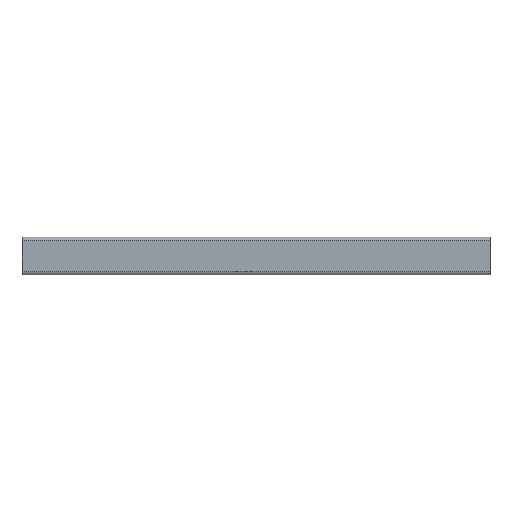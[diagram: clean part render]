
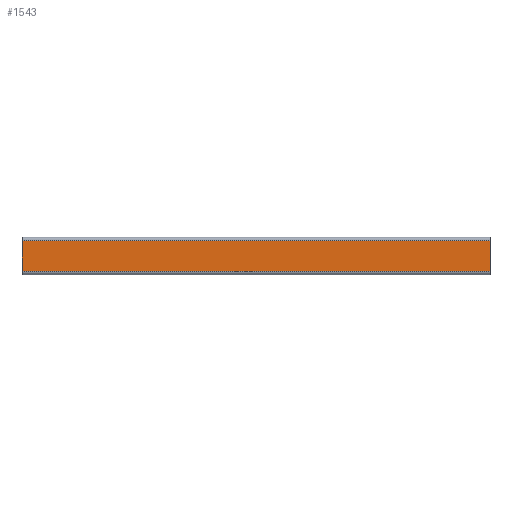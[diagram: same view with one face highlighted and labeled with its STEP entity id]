
A CAD part, top view. The second image highlights one B-rep face of the part: STEP entity #1543.
In plain terms, the highlighted planar face has unit normal (0, 0, 1).
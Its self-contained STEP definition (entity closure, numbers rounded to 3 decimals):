
#43 = CARTESIAN_POINT ( 'NONE',  ( 0., 16.5, -580. ) ) ;
#55 = DIRECTION ( 'NONE',  ( -1., 0., 0. ) ) ;
#132 = AXIS2_PLACEMENT_3D ( 'NONE', #656, #3214, #55 ) ;
#313 = VERTEX_POINT ( 'NONE', #2726 ) ;
#404 = VERTEX_POINT ( 'NONE', #2807 ) ;
#416 = CARTESIAN_POINT ( 'NONE',  ( 500., -16.5, -580. ) ) ;
#536 = ORIENTED_EDGE ( 'NONE', *, *, #2563, .F. ) ;
#571 = VECTOR ( 'NONE', #912, 1000. ) ;
#603 = CARTESIAN_POINT ( 'NONE',  ( 500., 16.5, -580. ) ) ;
#618 = LINE ( 'NONE', #603, #2099 ) ;
#656 = CARTESIAN_POINT ( 'NONE',  ( 500., 16.5, -580. ) ) ;
#761 = VERTEX_POINT ( 'NONE', #2684 ) ;
#771 = DIRECTION ( 'NONE',  ( 0., -1., 0. ) ) ;
#784 = VECTOR ( 'NONE', #771, 1000. ) ;
#912 = DIRECTION ( 'NONE',  ( -1., 0., 0. ) ) ;
#938 = ORIENTED_EDGE ( 'NONE', *, *, #2237, .T. ) ;
#1092 = EDGE_CURVE ( 'NONE', #404, #313, #618, .T. ) ;
#1117 = PLANE ( 'NONE',  #132 ) ;
#1122 = DIRECTION ( 'NONE',  ( -1., 0., 0. ) ) ;
#1184 = VECTOR ( 'NONE', #2401, 1000. ) ;
#1318 = LINE ( 'NONE', #1336, #784 ) ;
#1336 = CARTESIAN_POINT ( 'NONE',  ( 500., 16.5, -580. ) ) ;
#1366 = ORIENTED_EDGE ( 'NONE', *, *, #1092, .T. ) ;
#1396 = EDGE_CURVE ( 'NONE', #404, #1646, #1318, .T. ) ;
#1420 = CARTESIAN_POINT ( 'NONE',  ( 500., -16.5, -580. ) ) ;
#1421 = FACE_OUTER_BOUND ( 'NONE', #2076, .T. ) ;
#1543 = ADVANCED_FACE ( 'NONE', ( #1421 ), #1117, .F. ) ;
#1646 = VERTEX_POINT ( 'NONE', #416 ) ;
#2076 = EDGE_LOOP ( 'NONE', ( #938, #536, #2300, #1366 ) ) ;
#2099 = VECTOR ( 'NONE', #1122, 1000. ) ;
#2237 = EDGE_CURVE ( 'NONE', #313, #761, #2617, .T. ) ;
#2300 = ORIENTED_EDGE ( 'NONE', *, *, #1396, .F. ) ;
#2401 = DIRECTION ( 'NONE',  ( 0., -1., 0. ) ) ;
#2460 = LINE ( 'NONE', #1420, #571 ) ;
#2563 = EDGE_CURVE ( 'NONE', #1646, #761, #2460, .T. ) ;
#2617 = LINE ( 'NONE', #43, #1184 ) ;
#2684 = CARTESIAN_POINT ( 'NONE',  ( 0., -16.5, -580. ) ) ;
#2726 = CARTESIAN_POINT ( 'NONE',  ( 0., 16.5, -580. ) ) ;
#2807 = CARTESIAN_POINT ( 'NONE',  ( 500., 16.5, -580. ) ) ;
#3214 = DIRECTION ( 'NONE',  ( 0., 0., -1. ) ) ;
